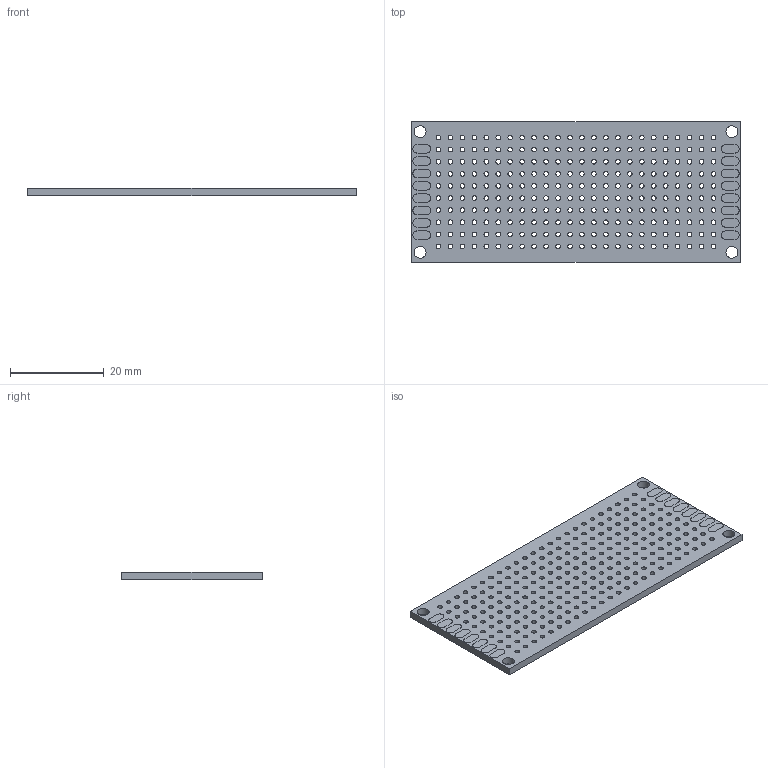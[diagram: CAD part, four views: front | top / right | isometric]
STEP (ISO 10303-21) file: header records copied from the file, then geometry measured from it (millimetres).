
FILE_DESCRIPTION(('FreeCAD Model'),'2;1');
FILE_NAME('Open CASCADE Shape Model','2023-02-20T10:47:44',(''),(''), 'Open CASCADE STEP processor 7.6','FreeCAD','Unknown');
FILE_SCHEMA(('AUTOMOTIVE_DESIGN { 1 0 10303 214 1 1 1 1 }'));
Length unit declared in the file: millimetre
Products named in the file (1): LinearPattern002
Bounding box: 70 x 30 x 1.6 mm (x, y, z)
Volume: 3038.4 mm3; surface area: 5350.9 mm2
Topology: 1 solids, 1 shells, 282 faces, 872 edges, 624 vertices
Faces by surface type: cylinder 244, plane 38
Full cylindrical faces by diameter (mm): 0.98 x240, 2.52 x4
Entity records: 22581 total; most frequent: DIRECTION 3734, CARTESIAN_POINT 3523, ORIENTED_EDGE 1744, PCURVE 1744, DEFINITIONAL_REPRESENTATION 1744, LINE 1448, VECTOR 1448, CIRCLE 1168
